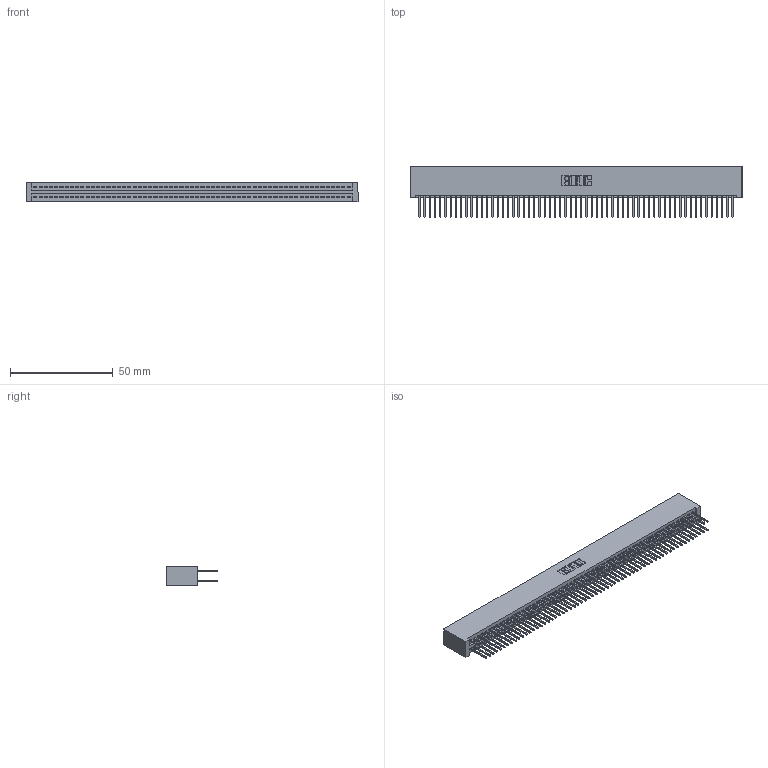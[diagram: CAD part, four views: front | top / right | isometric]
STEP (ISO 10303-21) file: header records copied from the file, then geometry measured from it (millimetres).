
FILE_DESCRIPTION (( 'STEP AP203' ), '1' );
FILE_NAME ('395-122-523-201.STEP', '2018-12-03T17:09:12', ( '' ), ( '' ), 'SwSTEP 2.0', 'SolidWorks 2016', '' );
FILE_SCHEMA (( 'CONFIG_CONTROL_DESIGN' ));
Length unit declared in the file: inch
Products named in the file (3): 395-122-523-201; 345 Part_No Mounting Lugs; 345-292-001_345-293-123
Assembly tree (123 placements, depth 2):
  395-122-523-201
    345 Part_No Mounting Lugs
    345-292-001_345-293-123  x122
Bounding box: 161.54 x 24.82 x 9.4 mm (x, y, z)
Volume: 16734.9 mm3; surface area: 26529.9 mm2
Topology: 123 solids, 123 shells, 6218 faces, 18495 edges, 12166 vertices
Faces by surface type: plane 4102, cylinder 2116
Entity records: 45045 total; most frequent: CARTESIAN_POINT 7532, ORIENTED_EDGE 7466, DIRECTION 6613, EDGE_CURVE 3733, VECTOR 3365, LINE 3365, VERTEX_POINT 2486, AXIS2_PLACEMENT_3D 1624
